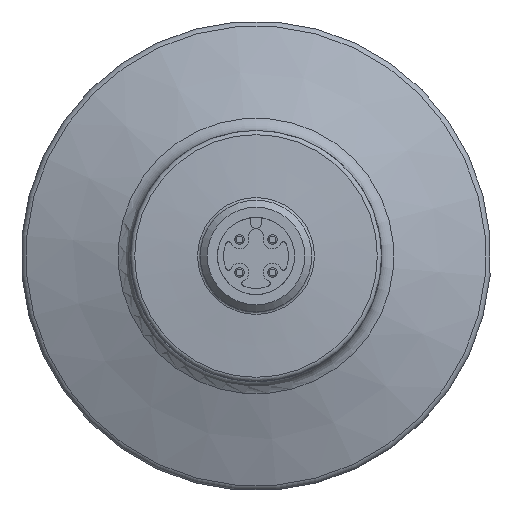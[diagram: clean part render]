
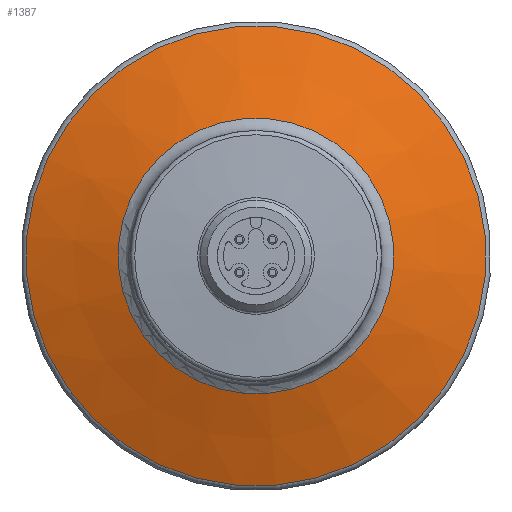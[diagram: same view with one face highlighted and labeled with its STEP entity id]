
A CAD part, front view. The second image highlights one B-rep face of the part: STEP entity #1387.
In plain terms, the highlighted conical face has half-angle 70 degrees and reference radius 24.724 mm.
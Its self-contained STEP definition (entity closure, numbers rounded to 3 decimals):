
#82=CONICAL_SURFACE('',#1476,24.724,1.222);
#142=ORIENTED_EDGE('',*,*,#349,.T.);
#143=ORIENTED_EDGE('',*,*,#348,.F.);
#348=EDGE_CURVE('',#457,#457,#545,.T.);
#349=EDGE_CURVE('',#458,#458,#546,.F.);
#457=VERTEX_POINT('',#1969);
#458=VERTEX_POINT('',#1972);
#545=CIRCLE('',#1475,24.724);
#546=CIRCLE('',#1477,14.816);
#637=EDGE_LOOP('',(#142));
#638=EDGE_LOOP('',(#143));
#754=FACE_BOUND('',#637,.T.);
#755=FACE_BOUND('',#638,.T.);
#1387=ADVANCED_FACE('',(#754,#755),#82,.T.);
#1475=AXIS2_PLACEMENT_3D('',#1968,#1650,#1651);
#1476=AXIS2_PLACEMENT_3D('',#1970,#1652,#1653);
#1477=AXIS2_PLACEMENT_3D('',#1971,#1654,#1655);
#1650=DIRECTION('',(0.,1.,0.));
#1651=DIRECTION('',(0.996,0.,-0.087));
#1652=DIRECTION('',(0.,1.,0.));
#1653=DIRECTION('',(0.996,0.,-0.087));
#1654=DIRECTION('',(0.,-1.,0.));
#1655=DIRECTION('',(-0.996,0.,0.087));
#1968=CARTESIAN_POINT('',(-0.018,48.186,0.032));
#1969=CARTESIAN_POINT('',(24.612,48.186,-2.123));
#1970=CARTESIAN_POINT('',(-0.018,48.186,0.032));
#1971=CARTESIAN_POINT('',(-0.018,44.58,0.032));
#1972=CARTESIAN_POINT('',(-14.777,44.58,1.324));
